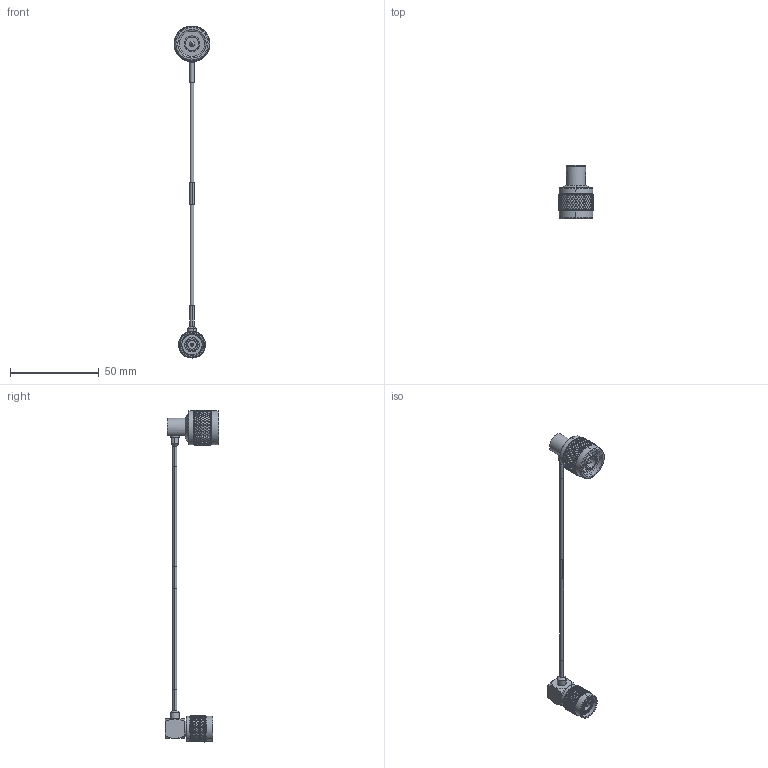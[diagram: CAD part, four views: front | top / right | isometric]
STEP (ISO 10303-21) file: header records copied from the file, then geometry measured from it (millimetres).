
FILE_DESCRIPTION (( 'STEP AP214' ), '1' );
FILE_NAME ('LCCA30581.step', '2020-06-22T22:46:44', ( '' ), ( '' ), 'SwSTEP 2.0', 'SolidWorks 2018', '' );
FILE_SCHEMA (( 'AUTOMOTIVE_DESIGN' ));
Length unit declared in the file: inch
Products named in the file (7): LCCN3052; LCCN3044_HS; LCCA30581; LC085TB (085 FORMABLE); 1AW01-002_.08 ID; LCCN3060; LCCN3044_HS-2
Assembly tree (6 placements, depth 2):
  LCCA30581
    LC085TB (085 FORMABLE)
    1AW01-002_.08 ID
    LCCN3052
    LCCN3044_HS-2
    LCCN3044_HS
    LCCN3060
Bounding box: 20.07 x 30.36 x 186.96 mm (x, y, z)
Volume: 7666.7 mm3; surface area: 8824.4 mm2
Topology: 6 solids, 6 shells, 4398 faces, 9075 edges, 4708 vertices
Faces by surface type: bspline 3207, cylinder 849, cone 275, plane 61, torus 4, sphere 2
Entity records: 168194 total; most frequent: CARTESIAN_POINT 110782, ORIENTED_EDGE 18150, EDGE_CURVE 9075, VERTEX_POINT 4708, EDGE_LOOP 4419, ADVANCED_FACE 4398, FACE_OUTER_BOUND 4398, DIRECTION 3869
